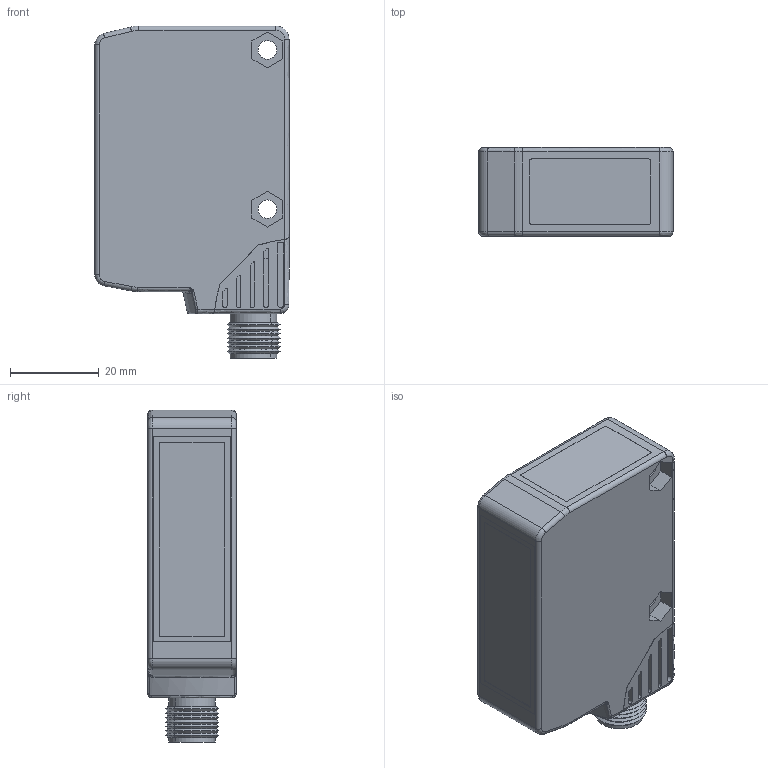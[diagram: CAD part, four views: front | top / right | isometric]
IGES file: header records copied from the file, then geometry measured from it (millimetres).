
Start section: Elysium IGES Interface
Global section: file name:V2T_emitter_DC_Connector_Type.igs; native system: CoCreate Modeling 16.50A  01-Dec-2009; preprocessor: CoCreate IGES_3D V2.2; author: Unknown; organization: Unknown; date: 20121022.095123; units: millimetre
Bounding box: 43.95 x 20 x 75 mm (x, y, z)
Volume: 53203 mm3; surface area: 11985.3 mm2
Topology: 1 solids, 1 shells, 397 faces, 1007 edges, 644 vertices
Faces by surface type: bspline 397
